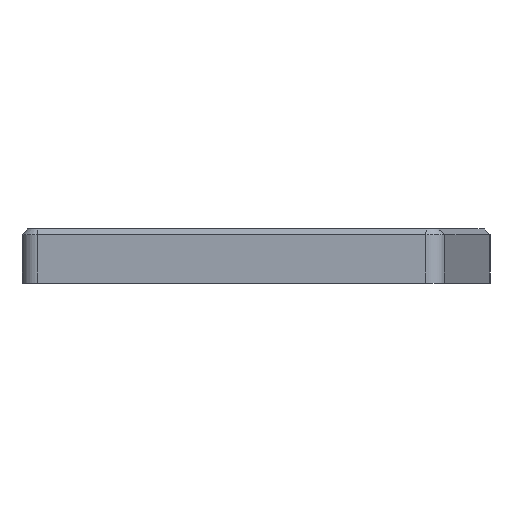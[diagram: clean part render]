
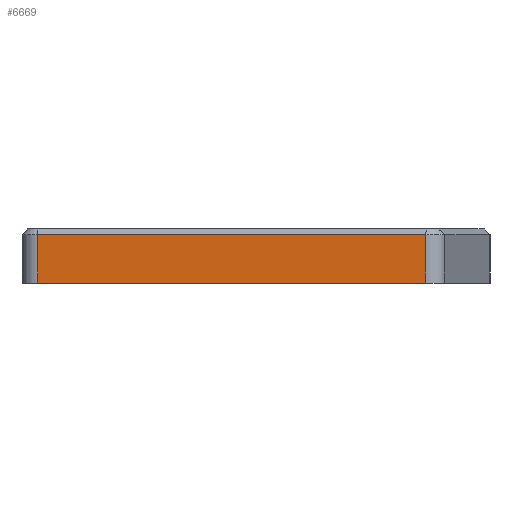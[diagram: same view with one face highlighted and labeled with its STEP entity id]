
A CAD part, left-side view. The second image highlights one B-rep face of the part: STEP entity #6669.
In plain terms, the highlighted planar face has unit normal (-0.996, 0.094, 0).
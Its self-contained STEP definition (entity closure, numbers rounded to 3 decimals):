
#818=FACE_OUTER_BOUND('',#1225,.T.);
#1225=EDGE_LOOP('',(#5329,#5330,#5331,#5332));
#1827=LINE('',#10810,#2476);
#1841=LINE('',#10849,#2490);
#1842=LINE('',#10853,#2491);
#1843=LINE('',#10854,#2492);
#2476=VECTOR('',#8740,10.);
#2490=VECTOR('',#8784,10.);
#2491=VECTOR('',#8789,10.);
#2492=VECTOR('',#8790,10.);
#3101=VERTEX_POINT('',#10804);
#3102=VERTEX_POINT('',#10808);
#3112=VERTEX_POINT('',#10848);
#3113=VERTEX_POINT('',#10852);
#3912=EDGE_CURVE('',#3102,#3101,#1827,.T.);
#3931=EDGE_CURVE('',#3101,#3112,#1841,.T.);
#3933=EDGE_CURVE('',#3113,#3102,#1842,.T.);
#3934=EDGE_CURVE('',#3112,#3113,#1843,.T.);
#5329=ORIENTED_EDGE('',*,*,#3912,.F.);
#5330=ORIENTED_EDGE('',*,*,#3933,.F.);
#5331=ORIENTED_EDGE('',*,*,#3934,.F.);
#5332=ORIENTED_EDGE('',*,*,#3931,.F.);
#6381=PLANE('',#7267);
#6669=ADVANCED_FACE('',(#818),#6381,.T.);
#7267=AXIS2_PLACEMENT_3D('',#10851,#8787,#8788);
#8740=DIRECTION('',(-0.094,-0.996,0.));
#8784=DIRECTION('',(0.,0.,-1.));
#8787=DIRECTION('center_axis',(-0.996,0.094,0.));
#8788=DIRECTION('ref_axis',(0.094,0.996,0.));
#8789=DIRECTION('',(0.,0.,1.));
#8790=DIRECTION('',(0.094,0.996,0.));
#10804=CARTESIAN_POINT('',(-26.724,-88.514,5.3));
#10808=CARTESIAN_POINT('',(-17.131,13.447,5.3));
#10810=CARTESIAN_POINT('',(-24.081,-60.423,5.3));
#10848=CARTESIAN_POINT('',(-26.724,-88.514,-7.445));
#10849=CARTESIAN_POINT('',(-26.724,-88.514,0.));
#10851=CARTESIAN_POINT('Origin',(-27.187,-93.436,0.));
#10852=CARTESIAN_POINT('',(-17.131,13.447,-7.445));
#10853=CARTESIAN_POINT('',(-17.131,13.447,0.));
#10854=CARTESIAN_POINT('',(-24.081,-60.423,-7.445));
